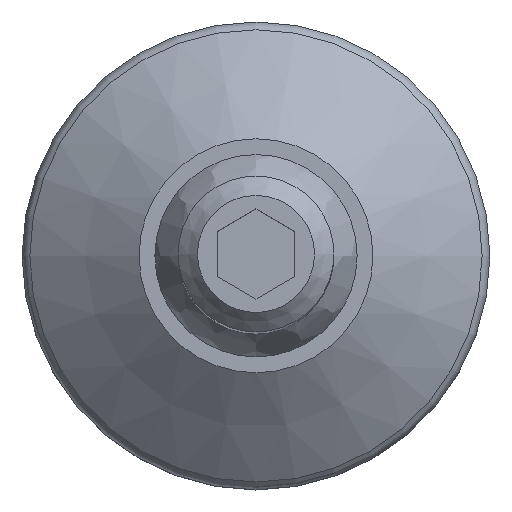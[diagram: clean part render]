
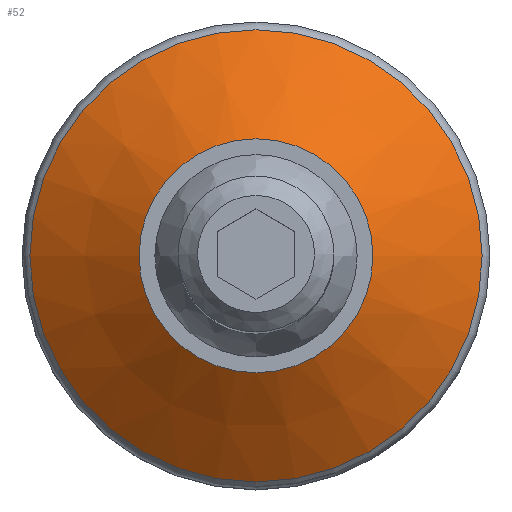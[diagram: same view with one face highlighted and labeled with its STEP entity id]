
A CAD part, top view. The second image highlights one B-rep face of the part: STEP entity #52.
In plain terms, the highlighted conical face has half-angle 53.13 degrees and reference radius 12 mm.
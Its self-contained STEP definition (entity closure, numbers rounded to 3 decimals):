
#52 = ADVANCED_FACE( '', ( #109, #110 ), #111, .T. );
#109 = FACE_OUTER_BOUND( '', #172, .T. );
#110 = FACE_BOUND( '', #173, .T. );
#111 = CONICAL_SURFACE( '', #174, 12., 0.927 );
#172 = EDGE_LOOP( '', ( #284 ) );
#173 = EDGE_LOOP( '', ( #285 ) );
#174 = AXIS2_PLACEMENT_3D( '', #286, #287, #288 );
#284 = ORIENTED_EDGE( '', *, *, #377, .T. );
#285 = ORIENTED_EDGE( '', *, *, #378, .F. );
#286 = CARTESIAN_POINT( '', ( 0., 0., 5. ) );
#287 = DIRECTION( '', ( 0., 0., -1. ) );
#288 = DIRECTION( '', ( -1., 0., 0. ) );
#377 = EDGE_CURVE( '', #433, #433, #434, .T. );
#378 = EDGE_CURVE( '', #435, #435, #436, .T. );
#433 = VERTEX_POINT( '', #506 );
#434 = CIRCLE( '', #507, 11.6 );
#435 = VERTEX_POINT( '', #508 );
#436 = CIRCLE( '', #509, 6. );
#506 = CARTESIAN_POINT( '', ( 11.6, 0., 5.3 ) );
#507 = AXIS2_PLACEMENT_3D( '', #562, #563, #564 );
#508 = CARTESIAN_POINT( '', ( 6., 0., 9.5 ) );
#509 = AXIS2_PLACEMENT_3D( '', #565, #566, #567 );
#562 = CARTESIAN_POINT( '', ( 0., 0., 5.3 ) );
#563 = DIRECTION( '', ( 0., 0., 1. ) );
#564 = DIRECTION( '', ( 1., 0., 0. ) );
#565 = CARTESIAN_POINT( '', ( 0., 0., 9.5 ) );
#566 = DIRECTION( '', ( 0., 0., 1. ) );
#567 = DIRECTION( '', ( 1., 0., 0. ) );
